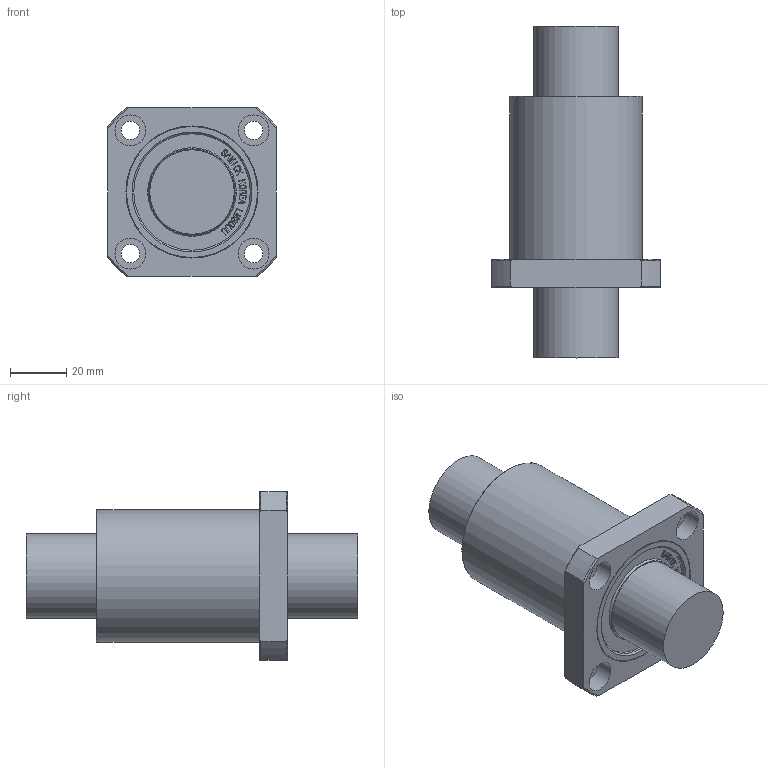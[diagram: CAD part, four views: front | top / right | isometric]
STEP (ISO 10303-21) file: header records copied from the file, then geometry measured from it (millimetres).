
FILE_DESCRIPTION((''),'2;1');
FILE_NAME('LMEK30UU.stp','2013-02-05T20:14:39',('user2'),(''),'Autodesk Inventor 2012','Autodesk Inventor 2012','');
FILE_SCHEMA(('AUTOMOTIVE_DESIGN { 1 0 10303 214 1 1 1 1 }'));
Length unit declared in the file: millimetre
Products named in the file (1): LMEK30UU
Bounding box: 60 x 118 x 60 mm (x, y, z)
Volume: 166186.3 mm3; surface area: 24094.1 mm2
Topology: 1 solids, 1 shells, 874 faces, 2446 edges, 1630 vertices
Faces by surface type: bspline 616, plane 226, cylinder 18, cone 12, torus 2
Full cylindrical faces by diameter (mm): 6.6 x4, 11 x4, 30 x2, 41.4 x2, 47 x2
Entity records: 29507 total; most frequent: CARTESIAN_POINT 10503, ORIENTED_EDGE 4848, EDGE_CURVE 2424, DIRECTION 1746, VERTEX_POINT 1628, QUASI_UNIFORM_CURVE 1232, VECTOR 1124, LINE 1124
